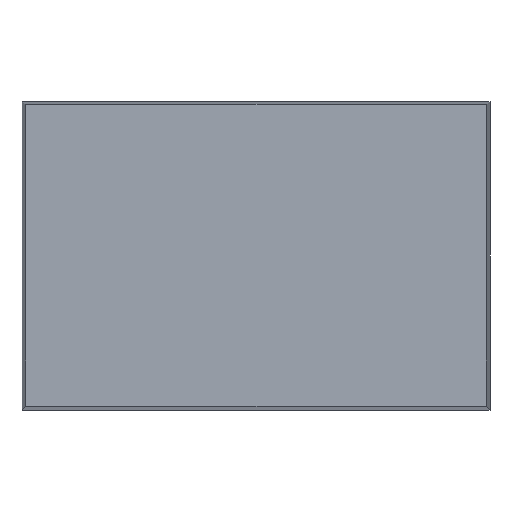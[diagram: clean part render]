
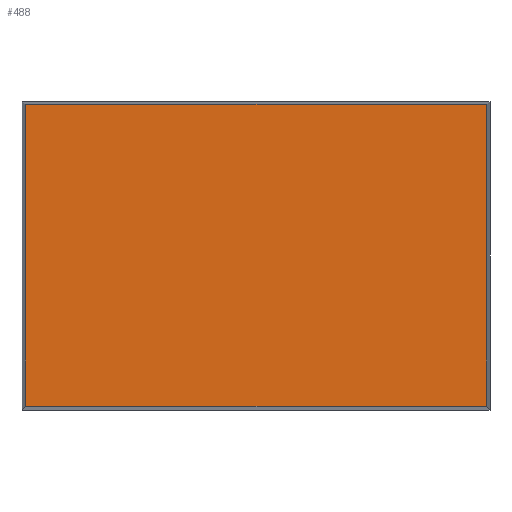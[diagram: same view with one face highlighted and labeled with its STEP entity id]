
A CAD part, top view. The second image highlights one B-rep face of the part: STEP entity #488.
In plain terms, the highlighted face is planar.
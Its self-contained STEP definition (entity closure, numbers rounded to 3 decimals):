
#44=FACE_OUTER_BOUND('',#69,.T.);
#69=EDGE_LOOP('',(#394,#395,#396,#397));
#124=LINE('',#805,#184);
#127=LINE('',#810,#187);
#130=LINE('',#815,#190);
#132=LINE('',#818,#192);
#184=VECTOR('',#673,7.477);
#187=VECTOR('',#678,11.418);
#190=VECTOR('',#683,7.477);
#192=VECTOR('',#687,11.418);
#230=VERTEX_POINT('',#803);
#231=VERTEX_POINT('',#804);
#232=VERTEX_POINT('',#809);
#233=VERTEX_POINT('',#814);
#284=EDGE_CURVE('',#230,#231,#124,.T.);
#287=EDGE_CURVE('',#231,#232,#127,.T.);
#290=EDGE_CURVE('',#232,#233,#130,.T.);
#292=EDGE_CURVE('',#233,#230,#132,.T.);
#394=ORIENTED_EDGE('',*,*,#292,.T.);
#395=ORIENTED_EDGE('',*,*,#284,.T.);
#396=ORIENTED_EDGE('',*,*,#287,.T.);
#397=ORIENTED_EDGE('',*,*,#290,.T.);
#437=PLANE('',#576);
#488=ADVANCED_FACE('',(#44),#437,.F.);
#576=AXIS2_PLACEMENT_3D('',#820,#689,#690);
#673=DIRECTION('',(0.,-1.,0.));
#678=DIRECTION('',(-1.,0.,0.));
#683=DIRECTION('',(0.,1.,0.));
#687=DIRECTION('',(1.,0.,0.));
#689=DIRECTION('center_axis',(0.,0.,1.));
#690=DIRECTION('ref_axis',(1.,0.,0.));
#803=CARTESIAN_POINT('',(5.709,3.739,0.));
#804=CARTESIAN_POINT('',(5.709,-3.739,0.));
#805=CARTESIAN_POINT('',(5.709,-1.913,0.));
#809=CARTESIAN_POINT('',(-5.709,-3.739,0.));
#810=CARTESIAN_POINT('',(-2.9,-3.739,0.));
#814=CARTESIAN_POINT('',(-5.709,3.739,0.));
#815=CARTESIAN_POINT('',(-5.709,1.913,0.));
#818=CARTESIAN_POINT('',(2.9,3.739,0.));
#820=CARTESIAN_POINT('Origin',(0.,0.,0.));
